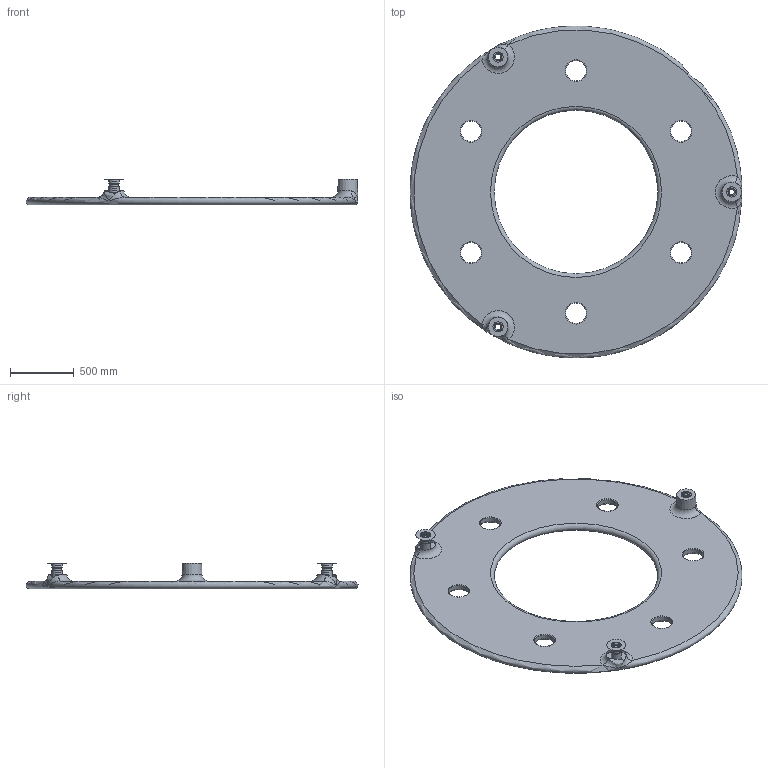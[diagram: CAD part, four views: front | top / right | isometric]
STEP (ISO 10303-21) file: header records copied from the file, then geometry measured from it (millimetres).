
FILE_DESCRIPTION(/* description */ (''),/* implementation_level */ '2;1');
FILE_NAME(/* name */ '19929.100X_3D.stp',/* time_stamp */ '2024-12-12T07:55:27+01:00',/* author */ ('CAD'),/* organization */ (''),/* preprocessor_version */ 'ST-DEVELOPER v20',/* originating_system */ 'AutoCAD Mechanical',/* authorisation */ '');
FILE_SCHEMA (('AUTOMOTIVE_DESIGN { 1 0 10303 214 3 1 1 }'));
Length unit declared in the file: centimetre
Products named in the file (2): Product; *S0
Assembly tree (1 placements, depth 2):
  Product
    *S0
Bounding box: 2599.97 x 2599.97 x 200 mm (x, y, z)
Volume: 235900465.9 mm3; surface area: 8989113.9 mm2
Topology: 4 solids, 4 shells, 178 faces, 351 edges, 199 vertices
Faces by surface type: cone 90, cylinder 36, plane 35, torus 11, bspline 6
Full cylindrical faces by diameter (mm): 70 x12, 80 x18, 160 x6
Entity records: 5615 total; most frequent: CARTESIAN_POINT 1778, DIRECTION 890, ORIENTED_EDGE 690, AXIS2_PLACEMENT_3D 382, EDGE_CURVE 345, EDGE_LOOP 228, CIRCLE 207, VERTEX_POINT 199
